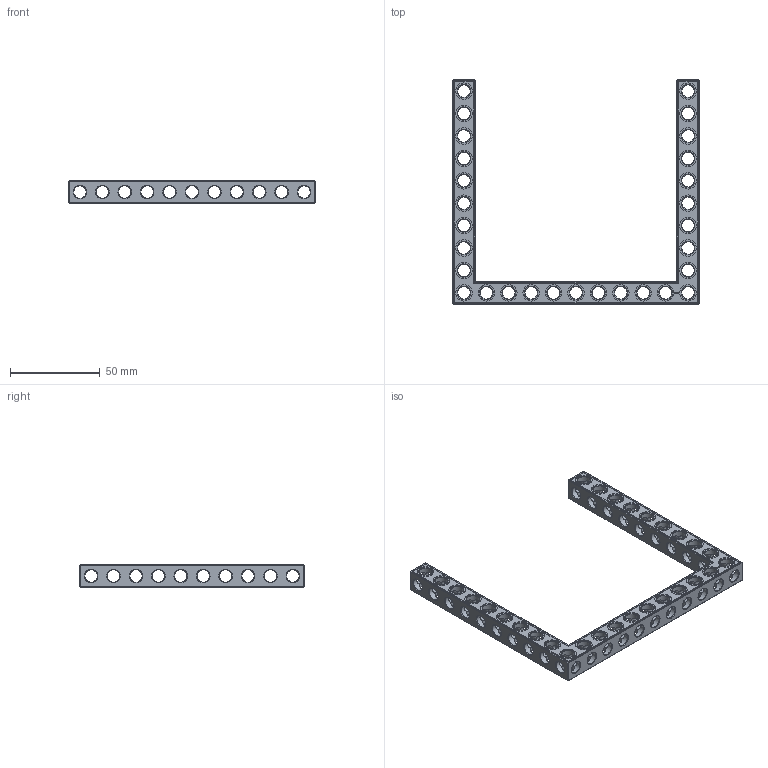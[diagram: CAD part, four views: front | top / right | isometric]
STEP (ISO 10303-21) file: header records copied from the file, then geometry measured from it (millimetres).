
FILE_DESCRIPTION(('FreeCAD Model'),'2;1');
FILE_NAME('Open CASCADE Shape Model','2022-02-26T15:23:44',('Author'),( ''),'Open CASCADE STEP processor 7.5','FreeCAD','Unknown');
FILE_SCHEMA(('AUTOMOTIVE_DESIGN { 1 0 10303 214 1 1 1 1 }'));
Products named in the file (1): Beam AGD ESS USH SYM BU11x10x01 - SPN-BEM-0469 (stemfie.org)
Bounding box: 137.5 x 125 x 12.5 mm (x, y, z)
Volume: 28335.5 mm3; surface area: 25352.8 mm2
Topology: 1 solids, 1 shells, 868 faces, 2604 edges, 1686 vertices
Faces by surface type: plane 405, cylinder 175, extrusion 170, cone 118
Full cylindrical faces by diameter (mm): 6.98 x22, 7 x124, 9.2 x29
Entity records: 159624 total; most frequent: CARTESIAN_POINT 110955, DIRECTION 7844, ORIENTED_EDGE 5208, PCURVE 5208, DEFINITIONAL_REPRESENTATION 5208, VECTOR 5091, LINE 4921, EDGE_CURVE 2604
